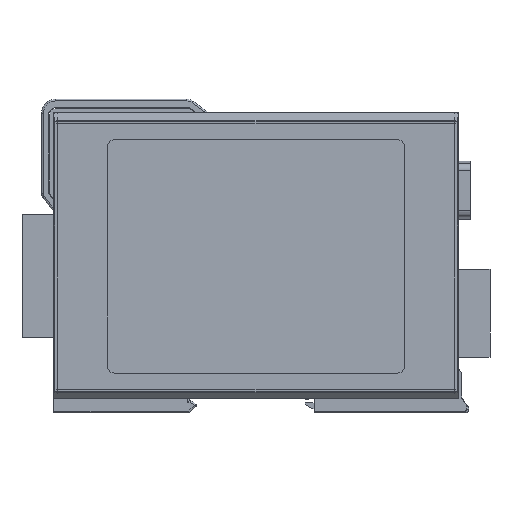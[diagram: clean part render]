
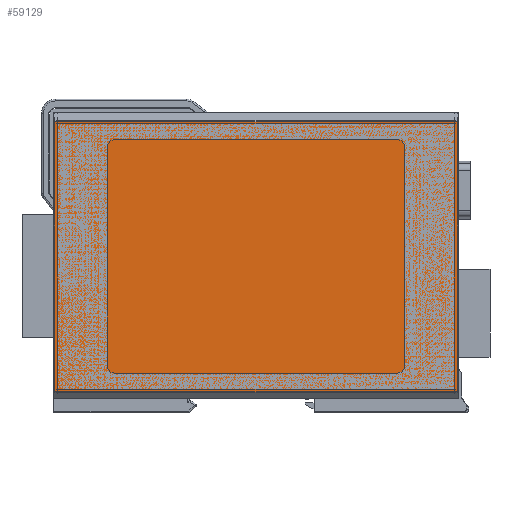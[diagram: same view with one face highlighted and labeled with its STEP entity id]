
A CAD part, front view. The second image highlights one B-rep face of the part: STEP entity #59129.
In plain terms, the highlighted planar face has unit normal (0, -1, 0).
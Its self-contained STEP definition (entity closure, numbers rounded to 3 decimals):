
#56985=DIRECTION('',(-1.,0.,0.));
#56986=VECTOR('',#56985,114.528);
#56987=CARTESIAN_POINT('',(57.264,-4.9,36.5));
#56988=LINE('',#56987,#56986);
#56989=DIRECTION('',(0.,0.,1.));
#56990=VECTOR('',#56989,76.743);
#56991=CARTESIAN_POINT('',(57.264,-4.9,-40.243));
#56992=LINE('',#56991,#56990);
#56993=DIRECTION('',(1.,0.,0.));
#56994=VECTOR('',#56993,114.528);
#56995=CARTESIAN_POINT('',(-57.264,-4.9,-40.243));
#56996=LINE('',#56995,#56994);
#56997=DIRECTION('',(0.,0.,-1.));
#56998=VECTOR('',#56997,76.743);
#56999=CARTESIAN_POINT('',(-57.264,-4.9,36.5));
#57000=LINE('',#56999,#56998);
#58597=CARTESIAN_POINT('',(57.264,-4.9,36.5));
#58598=CARTESIAN_POINT('',(-57.264,-4.9,36.5));
#58599=VERTEX_POINT('',#58597);
#58600=VERTEX_POINT('',#58598);
#58605=CARTESIAN_POINT('',(-57.264,-4.9,-40.243));
#58606=VERTEX_POINT('',#58605);
#58607=CARTESIAN_POINT('',(57.264,-4.9,-40.243));
#58608=VERTEX_POINT('',#58607);
#59114=CARTESIAN_POINT('',(0.,-4.9,-3.465));
#59115=DIRECTION('',(0.,1.,0.));
#59116=DIRECTION('',(0.,0.,1.));
#59117=AXIS2_PLACEMENT_3D('',#59114,#59115,#59116);
#59118=PLANE('',#59117);
#59120=ORIENTED_EDGE('',*,*,#59119,.F.);
#59122=ORIENTED_EDGE('',*,*,#59121,.F.);
#59124=ORIENTED_EDGE('',*,*,#59123,.F.);
#59126=ORIENTED_EDGE('',*,*,#59125,.F.);
#59127=EDGE_LOOP('',(#59120,#59122,#59124,#59126));
#59128=FACE_OUTER_BOUND('',#59127,.F.);
#59129=ADVANCED_FACE('',(#59128),#59118,.F.);
#59119=EDGE_CURVE('',#58599,#58600,#56988,.T.);
#59121=EDGE_CURVE('',#58608,#58599,#56992,.T.);
#59123=EDGE_CURVE('',#58606,#58608,#56996,.T.);
#59125=EDGE_CURVE('',#58600,#58606,#57000,.T.);
